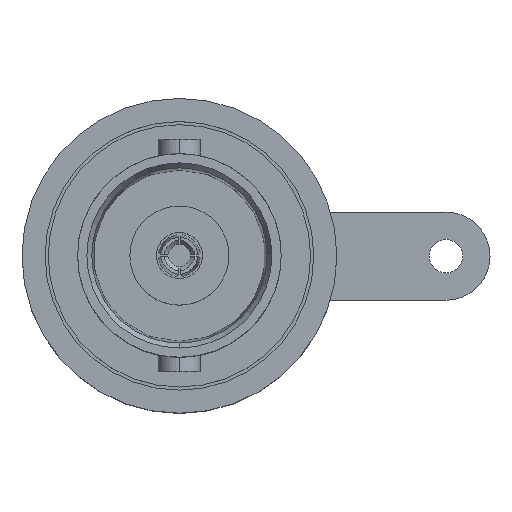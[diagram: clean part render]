
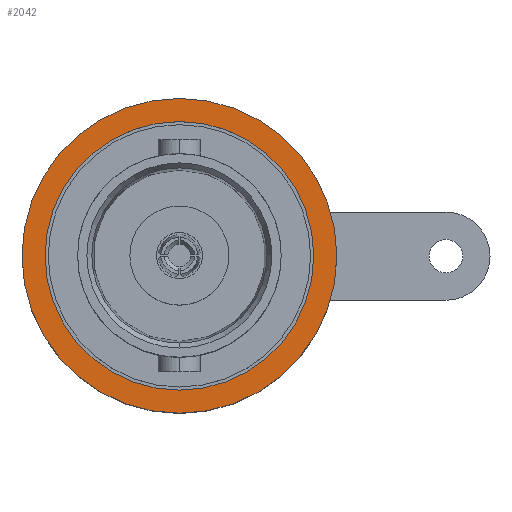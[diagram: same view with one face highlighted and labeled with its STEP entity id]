
A CAD part, top view. The second image highlights one B-rep face of the part: STEP entity #2042.
In plain terms, the highlighted planar face has unit normal (0, 0, 1).
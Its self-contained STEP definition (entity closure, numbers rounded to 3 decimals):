
#558 = FACE_OUTER_BOUND ( 'NONE', #12489, .T. ) ;
#889 = DIRECTION ( 'NONE',  ( 0., 0., -1. ) ) ;
#1039 = CIRCLE ( 'NONE', #2094, 7.5 ) ;
#2042 = ADVANCED_FACE ( 'NONE', ( #558, #5998 ), #2554, .F. ) ;
#2094 = AXIS2_PLACEMENT_3D ( 'NONE', #11175, #7994, #11787 ) ;
#2111 = CARTESIAN_POINT ( 'NONE',  ( 0., 6.4, -10.7 ) ) ;
#2284 = DIRECTION ( 'NONE',  ( 0., -1., 0. ) ) ;
#2502 = EDGE_CURVE ( 'NONE', #3710, #2877, #7684, .T. ) ;
#2532 = CARTESIAN_POINT ( 'NONE',  ( 0., -7.5, -10.7 ) ) ;
#2554 = PLANE ( 'NONE',  #7218 ) ;
#2654 = DIRECTION ( 'NONE',  ( 0., 0., -1. ) ) ;
#2743 = ORIENTED_EDGE ( 'NONE', *, *, #11478, .T. ) ;
#2877 = VERTEX_POINT ( 'NONE', #8868 ) ;
#2887 = CARTESIAN_POINT ( 'NONE',  ( 0., 0., -10.7 ) ) ;
#2998 = AXIS2_PLACEMENT_3D ( 'NONE', #2887, #2654, #2284 ) ;
#3176 = EDGE_CURVE ( 'NONE', #3682, #6845, #12341, .T. ) ;
#3613 = EDGE_CURVE ( 'NONE', #2877, #3710, #1039, .T. ) ;
#3643 = CARTESIAN_POINT ( 'NONE',  ( 0., 0., -10.7 ) ) ;
#3682 = VERTEX_POINT ( 'NONE', #8941 ) ;
#3710 = VERTEX_POINT ( 'NONE', #2532 ) ;
#4275 = DIRECTION ( 'NONE',  ( 0., 0., -1. ) ) ;
#5998 = FACE_BOUND ( 'NONE', #8619, .T. ) ;
#6845 = VERTEX_POINT ( 'NONE', #2111 ) ;
#7024 = CARTESIAN_POINT ( 'NONE',  ( 0., 0., -10.7 ) ) ;
#7218 = AXIS2_PLACEMENT_3D ( 'NONE', #12888, #12269, #11978 ) ;
#7684 = CIRCLE ( 'NONE', #2998, 7.5 ) ;
#7994 = DIRECTION ( 'NONE',  ( 0., 0., -1. ) ) ;
#8059 = DIRECTION ( 'NONE',  ( 0., -1., 0. ) ) ;
#8318 = AXIS2_PLACEMENT_3D ( 'NONE', #7024, #889, #8059 ) ;
#8619 = EDGE_LOOP ( 'NONE', ( #9752, #2743 ) ) ;
#8868 = CARTESIAN_POINT ( 'NONE',  ( 0., 7.5, -10.7 ) ) ;
#8941 = CARTESIAN_POINT ( 'NONE',  ( 0., -6.4, -10.7 ) ) ;
#9752 = ORIENTED_EDGE ( 'NONE', *, *, #3176, .T. ) ;
#10003 = AXIS2_PLACEMENT_3D ( 'NONE', #3643, #4275, #11419 ) ;
#10627 = ORIENTED_EDGE ( 'NONE', *, *, #2502, .F. ) ;
#11175 = CARTESIAN_POINT ( 'NONE',  ( 0., 0., -10.7 ) ) ;
#11419 = DIRECTION ( 'NONE',  ( 0., -1., 0. ) ) ;
#11478 = EDGE_CURVE ( 'NONE', #6845, #3682, #12614, .T. ) ;
#11787 = DIRECTION ( 'NONE',  ( 0., -1., 0. ) ) ;
#11978 = DIRECTION ( 'NONE',  ( 0., -1., 0. ) ) ;
#12269 = DIRECTION ( 'NONE',  ( 0., 0., -1. ) ) ;
#12291 = ORIENTED_EDGE ( 'NONE', *, *, #3613, .F. ) ;
#12341 = CIRCLE ( 'NONE', #10003, 6.4 ) ;
#12489 = EDGE_LOOP ( 'NONE', ( #10627, #12291 ) ) ;
#12614 = CIRCLE ( 'NONE', #8318, 6.4 ) ;
#12888 = CARTESIAN_POINT ( 'NONE',  ( -7.5, 0., -10.7 ) ) ;
